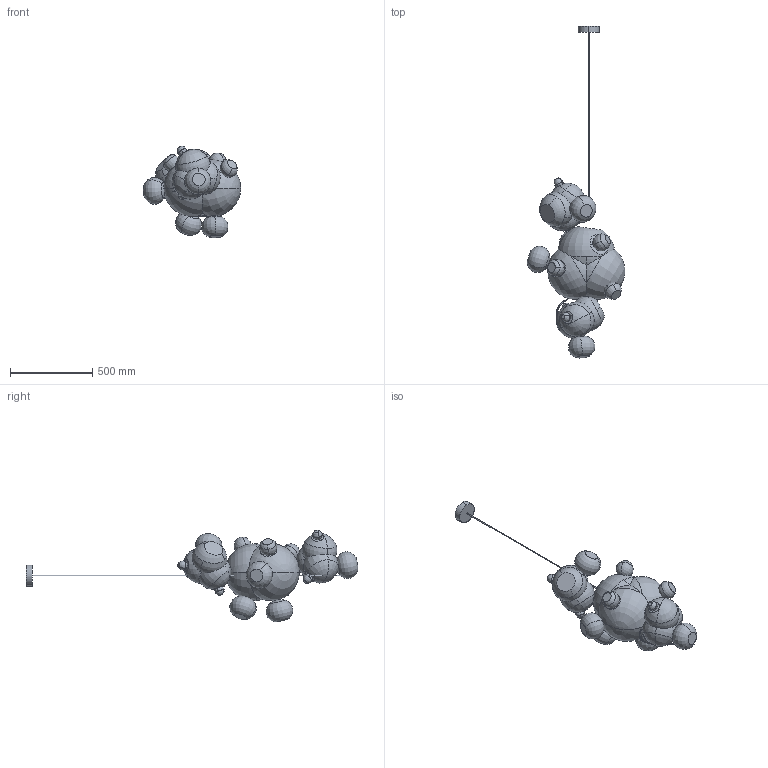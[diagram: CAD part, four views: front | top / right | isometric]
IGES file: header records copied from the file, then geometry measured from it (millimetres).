
Start section: SolidWorks IGES file using analytic representation for surfaces
Global section: file name: KBUBCA - Knotty Bubbles Chandelier - 1 Lg 2 Sm Bubbles 5 Barnacles.IGS; native system: SolidWorks 2015; preprocessor: SolidWorks 2015; author: Design; date: 190718.141529; units: millimetre
Bounding box: 591.88 x 2013.68 x 556.78 mm (x, y, z)
Volume: 72421721.6 mm3; surface area: 1665444.6 mm2
Topology: 17 solids, 17 shells, 140 faces, 328 edges, 180 vertices
Faces by surface type: revolution 116, plane 20, bspline 4
